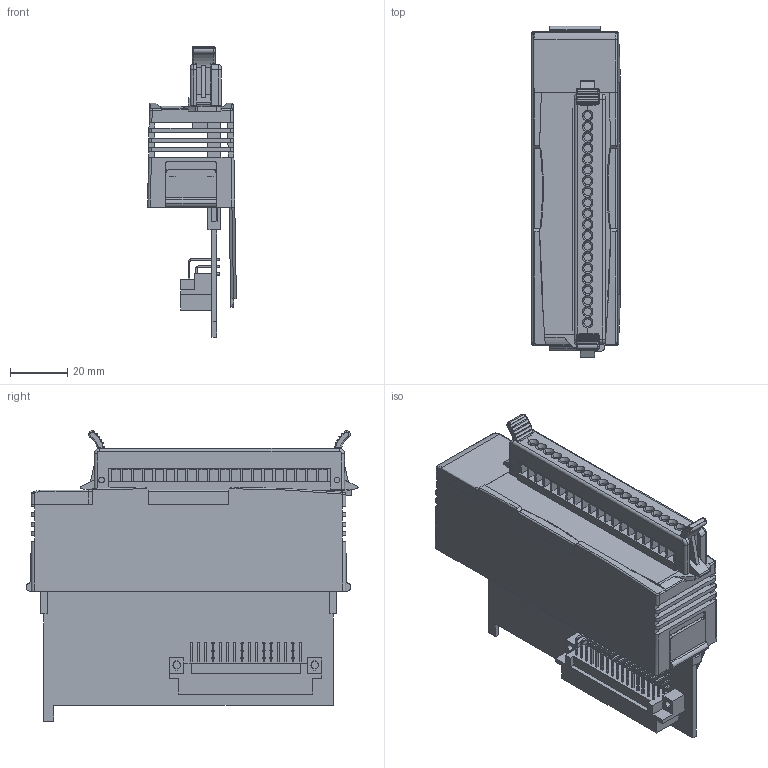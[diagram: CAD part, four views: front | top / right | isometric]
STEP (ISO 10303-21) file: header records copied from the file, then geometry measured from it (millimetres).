
FILE_DESCRIPTION (( 'STEP AP203' ), '1' );
FILE_NAME ('I-8017HW_I-8053W_I-8037W_I-8084W.STEP', '2019-04-01T07:49:21', ( 'user' ), ( '' ), 'SwSTEP 2.0', 'SolidWorks 2013', '' );
FILE_SCHEMA (( 'CONFIG_CONTROL_DESIGN' ));
Length unit declared in the file: millimetre
Products named in the file (13): 牛角; 8K_16LED_20130306; 牛角-1; (X_T)Molex-48pin-90D-1; 牛角-4; 8000-2io-03-Part-3-1; 牛角-6; ME030-38120-1; I-8017HW_I-8053W_I-8037W_I-8084W; 8000-2io-03-Part-7; 8000-2io-03-Part-16; 8000-2io-03-Part-2-3; 8000-2io-03-Part-2
Assembly tree (12 placements, depth 2):
  I-8017HW_I-8053W_I-8037W_I-8084W
    8K_16LED_20130306
    (X_T)Molex-48pin-90D-1
    8000-2io-03-Part-3-1
    ME030-38120-1
    8000-2io-03-Part-7
    8000-2io-03-Part-16
    8000-2io-03-Part-2-3
    8000-2io-03-Part-2
    牛角
    牛角-1
    牛角-4
    牛角-6
Bounding box: 31.06 x 116.08 x 101.56 mm (x, y, z)
Volume: 59036.2 mm3; surface area: 80425.3 mm2
Topology: 12 solids, 12 shells, 3083 faces, 8025 edges, 5122 vertices
Faces by surface type: plane 2504, cylinder 489, cone 44, bspline 39, torus 7
Entity records: 95594 total; most frequent: CARTESIAN_POINT 18170, ORIENTED_EDGE 16050, DIRECTION 15247, EDGE_CURVE 8025, VECTOR 6443, LINE 6443, VERTEX_POINT 5122, AXIS2_PLACEMENT_3D 4402
